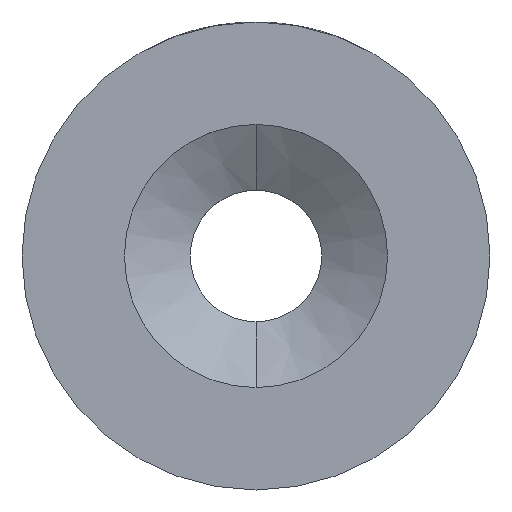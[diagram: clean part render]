
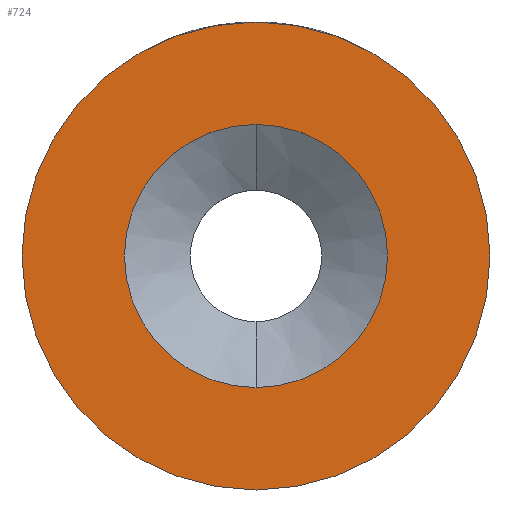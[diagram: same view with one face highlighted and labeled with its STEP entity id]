
A CAD part, front view. The second image highlights one B-rep face of the part: STEP entity #724.
In plain terms, the highlighted planar face has unit normal (0, -1, 0).
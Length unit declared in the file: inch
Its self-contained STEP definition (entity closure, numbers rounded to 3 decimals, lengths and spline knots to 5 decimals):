
#49 = DIRECTION ( 'NONE',  ( 0., 0., 1. ) ) ;
#51 = DIRECTION ( 'NONE',  ( 0., 1., 0. ) ) ;
#53 = CARTESIAN_POINT ( 'NONE',  ( 0., 0., 0. ) ) ;
#90 = ORIENTED_EDGE ( 'NONE', *, *, #593, .F. ) ;
#123 = ORIENTED_EDGE ( 'NONE', *, *, #605, .F. ) ;
#129 = CIRCLE ( 'NONE', #283, 0.21 ) ;
#151 = CIRCLE ( 'NONE', #404, 0.11811 ) ;
#163 = DIRECTION ( 'NONE',  ( 0., 0., 1. ) ) ;
#164 = FACE_BOUND ( 'NONE', #536, .T. ) ;
#165 = DIRECTION ( 'NONE',  ( 0., 1., 0. ) ) ;
#168 = PLANE ( 'NONE',  #306 ) ;
#175 = DIRECTION ( 'NONE',  ( 0., 1., 0. ) ) ;
#190 = FACE_OUTER_BOUND ( 'NONE', #543, .T. ) ;
#198 = CARTESIAN_POINT ( 'NONE',  ( 0., 0., 0. ) ) ;
#238 = CIRCLE ( 'NONE', #370, 0.11811 ) ;
#253 = CARTESIAN_POINT ( 'NONE',  ( 0., 0., 0.11811 ) ) ;
#261 = CIRCLE ( 'NONE', #421, 0.21 ) ;
#282 = DIRECTION ( 'NONE',  ( 0., 0., -1. ) ) ;
#283 = AXIS2_PLACEMENT_3D ( 'NONE', #53, #51, #49 ) ;
#286 = DIRECTION ( 'NONE',  ( 0., -1., 0. ) ) ;
#287 = CARTESIAN_POINT ( 'NONE',  ( 0., 0., 0. ) ) ;
#306 = AXIS2_PLACEMENT_3D ( 'NONE', #198, #165, #163 ) ;
#370 = AXIS2_PLACEMENT_3D ( 'NONE', #287, #286, #282 ) ;
#404 = AXIS2_PLACEMENT_3D ( 'NONE', #506, #679, #556 ) ;
#421 = AXIS2_PLACEMENT_3D ( 'NONE', #639, #175, #767 ) ;
#428 = ORIENTED_EDGE ( 'NONE', *, *, #847, .F. ) ;
#440 = VERTEX_POINT ( 'NONE', #855 ) ;
#506 = CARTESIAN_POINT ( 'NONE',  ( 0., 0., 0. ) ) ;
#529 = CARTESIAN_POINT ( 'NONE',  ( 0., 0., -0.11811 ) ) ;
#536 = EDGE_LOOP ( 'NONE', ( #123, #790 ) ) ;
#543 = EDGE_LOOP ( 'NONE', ( #428, #90 ) ) ;
#556 = DIRECTION ( 'NONE',  ( 0., 0., -1. ) ) ;
#561 = VERTEX_POINT ( 'NONE', #832 ) ;
#593 = EDGE_CURVE ( 'NONE', #440, #561, #261, .T. ) ;
#605 = EDGE_CURVE ( 'NONE', #627, #681, #151, .T. ) ;
#627 = VERTEX_POINT ( 'NONE', #529 ) ;
#639 = CARTESIAN_POINT ( 'NONE',  ( 0., 0., 0. ) ) ;
#668 = EDGE_CURVE ( 'NONE', #681, #627, #238, .T. ) ;
#679 = DIRECTION ( 'NONE',  ( 0., -1., 0. ) ) ;
#681 = VERTEX_POINT ( 'NONE', #253 ) ;
#724 = ADVANCED_FACE ( 'NONE', ( #164, #190 ), #168, .F. ) ;
#767 = DIRECTION ( 'NONE',  ( 0., 0., 1. ) ) ;
#790 = ORIENTED_EDGE ( 'NONE', *, *, #668, .F. ) ;
#832 = CARTESIAN_POINT ( 'NONE',  ( 0., 0., -0.21 ) ) ;
#847 = EDGE_CURVE ( 'NONE', #561, #440, #129, .T. ) ;
#855 = CARTESIAN_POINT ( 'NONE',  ( 0., 0., 0.21 ) ) ;
